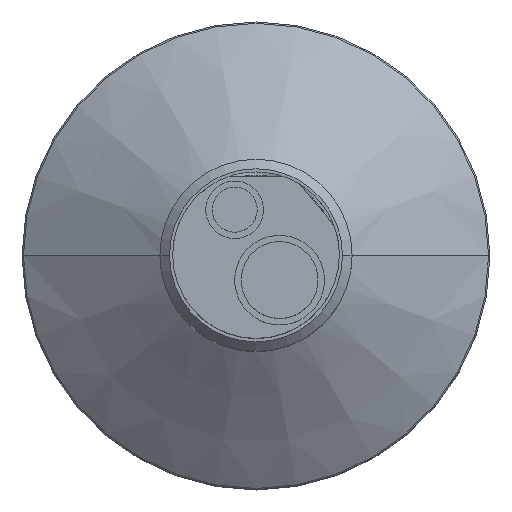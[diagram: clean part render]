
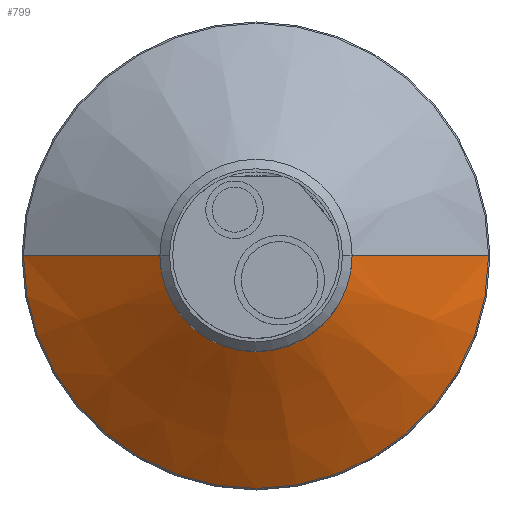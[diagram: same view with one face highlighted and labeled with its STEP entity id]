
A CAD part, top view. The second image highlights one B-rep face of the part: STEP entity #799.
In plain terms, the highlighted conical face has half-angle 55.098 degrees and reference radius 25.643 mm.
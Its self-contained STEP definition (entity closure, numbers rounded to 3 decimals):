
#120=DIRECTION('',(-0.82,0.,-0.572));
#121=VECTOR('',#120,25.955);
#122=CARTESIAN_POINT('',(-15.,0.,0.));
#123=LINE('',#122,#121);
#134=CARTESIAN_POINT('',(0.,0.,-14.851));
#135=DIRECTION('',(0.,0.,1.));
#136=DIRECTION('',(-1.,0.,0.));
#137=AXIS2_PLACEMENT_3D('',#134,#135,#136);
#139=DIRECTION('',(0.82,0.,-0.572));
#140=VECTOR('',#139,25.955);
#141=CARTESIAN_POINT('',(15.,0.,0.));
#142=LINE('',#141,#140);
#143=CARTESIAN_POINT('',(0.,0.,0.));
#144=DIRECTION('',(0.,0.,-1.));
#145=DIRECTION('',(1.,0.,0.));
#146=AXIS2_PLACEMENT_3D('',#143,#144,#145);
#613=CARTESIAN_POINT('',(15.,0.,0.));
#614=CARTESIAN_POINT('',(-15.,0.,0.));
#615=VERTEX_POINT('',#613);
#616=VERTEX_POINT('',#614);
#625=CARTESIAN_POINT('',(-36.286,0.,-14.851));
#626=CARTESIAN_POINT('',(36.286,0.,-14.851));
#627=VERTEX_POINT('',#625);
#628=VERTEX_POINT('',#626);
#787=CARTESIAN_POINT('',(0.,0.,-7.425));
#788=DIRECTION('',(0.,0.,-1.));
#789=DIRECTION('',(1.,0.,0.));
#790=AXIS2_PLACEMENT_3D('',#787,#788,#789);
#791=CONICAL_SURFACE('',#790,25.643,55.098);
#792=ORIENTED_EDGE('',*,*,#771,.F.);
#793=ORIENTED_EDGE('',*,*,#732,.F.);
#795=ORIENTED_EDGE('',*,*,#794,.F.);
#796=ORIENTED_EDGE('',*,*,#729,.T.);
#797=EDGE_LOOP('',(#792,#793,#795,#796));
#798=FACE_OUTER_BOUND('',#797,.F.);
#799=ADVANCED_FACE('',(#798),#791,.T.);
#138=CIRCLE('',#137,36.286);
#147=CIRCLE('',#146,15.);
#729=EDGE_CURVE('',#615,#628,#142,.T.);
#732=EDGE_CURVE('',#616,#627,#123,.T.);
#771=EDGE_CURVE('',#627,#628,#138,.T.);
#794=EDGE_CURVE('',#615,#616,#147,.T.);
